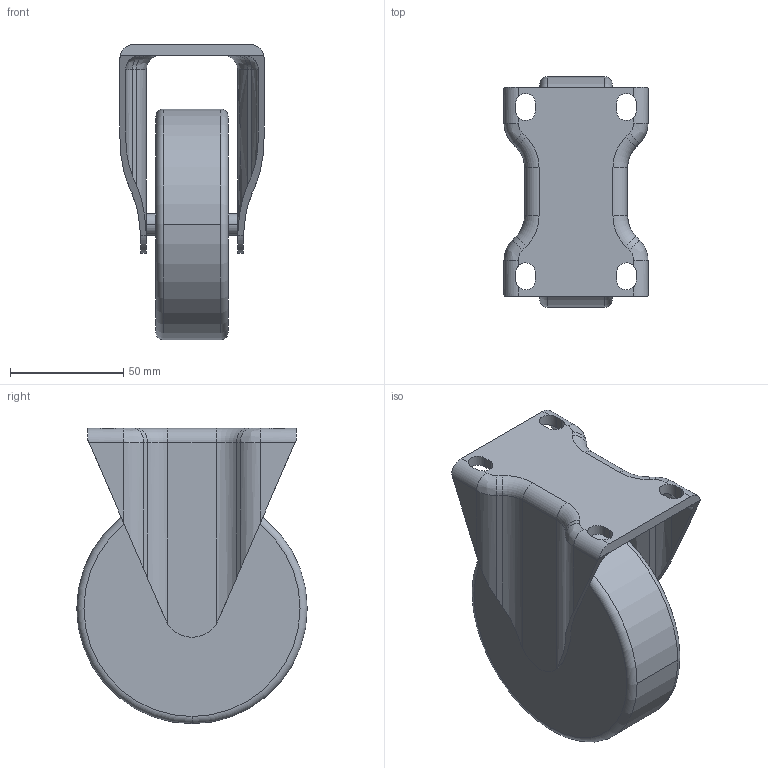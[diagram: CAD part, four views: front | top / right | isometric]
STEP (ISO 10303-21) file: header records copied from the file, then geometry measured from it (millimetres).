
FILE_DESCRIPTION((''),'2;1');
FILE_NAME('13CA8103.stp','2015-07-14T15:49:36',(''),(''),'Mechanical Desktop 2011','Mechanical Desktop 2011',', , ');
FILE_SCHEMA(('AUTOMOTIVE_DESIGN { 1 2 10303 214 1 1 1 1 }'));
Length unit declared in the file: inch
Products named in the file (1): Product
Bounding box: 63.5 x 101.6 x 130.17 mm (x, y, z)
Volume: 307098.2 mm3; surface area: 57928 mm2
Topology: 2 solids, 2 shells, 108 faces, 302 edges, 190 vertices
Faces by surface type: cylinder 41, bspline 36, plane 23, torus 8
Entity records: 4006 total; most frequent: CARTESIAN_POINT 1223, ORIENTED_EDGE 604, DIRECTION 558, EDGE_CURVE 302, AXIS2_PLACEMENT_3D 207, VERTEX_POINT 190, VECTOR 144, LINE 144
